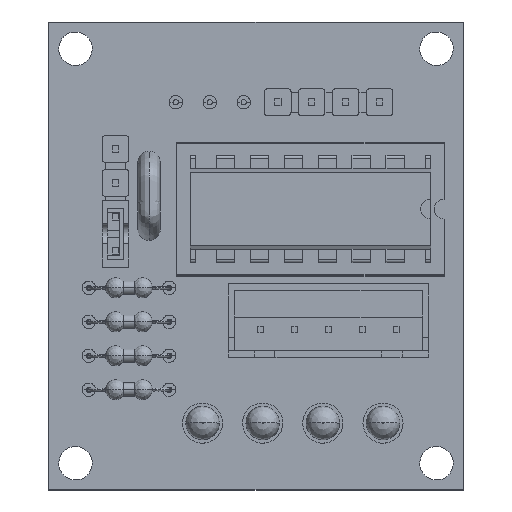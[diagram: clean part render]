
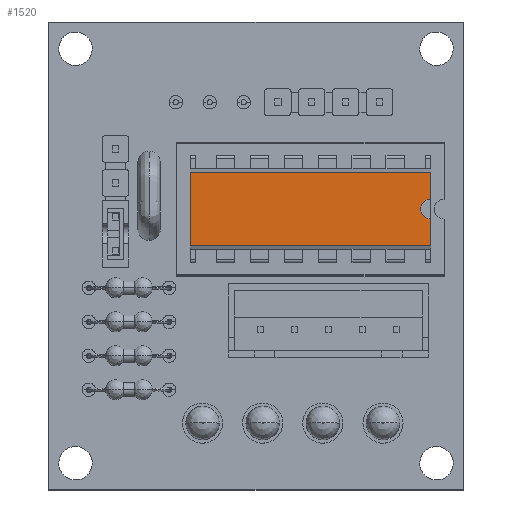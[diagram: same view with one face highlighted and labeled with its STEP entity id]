
A CAD part, top view. The second image highlights one B-rep face of the part: STEP entity #1520.
In plain terms, the highlighted planar face has unit normal (0, 0, 1).
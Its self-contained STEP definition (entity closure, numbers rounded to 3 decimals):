
#1520=ADVANCED_FACE('',(#2712),#18168,.T.);
#2712=FACE_OUTER_BOUND('',#4090,.T.);
#4090=EDGE_LOOP('',(#7680,#7681,#7682,#7683,#7684,#7685));
#7680=ORIENTED_EDGE('',*,*,#11916,.T.);
#7681=ORIENTED_EDGE('',*,*,#11915,.T.);
#7682=ORIENTED_EDGE('',*,*,#11532,.F.);
#7683=ORIENTED_EDGE('',*,*,#11531,.T.);
#7684=ORIENTED_EDGE('',*,*,#11535,.F.);
#7685=ORIENTED_EDGE('',*,*,#11528,.T.);
#11528=EDGE_CURVE('',#16430,#16646,#14908,.T.);
#11531=EDGE_CURVE('',#16432,#16435,#14911,.T.);
#11532=EDGE_CURVE('',#16432,#16429,#14912,.T.);
#11535=EDGE_CURVE('',#16430,#16435,#14915,.T.);
#11915=EDGE_CURVE('',#16643,#16429,#15234,.T.);
#11916=EDGE_CURVE('',#16646,#16643,#13543,.T.);
#13543=(
BOUNDED_CURVE()
B_SPLINE_CURVE(2,(#32163,#32164,#32165,#32166,#32167),.UNSPECIFIED.,.F.,
 .F.)
B_SPLINE_CURVE_WITH_KNOTS((3,2,3),(2.356,3.534,4.712),
 .UNSPECIFIED.)
CURVE()
GEOMETRIC_REPRESENTATION_ITEM()
RATIONAL_B_SPLINE_CURVE((1.,0.707,1.,0.707,1.))
REPRESENTATION_ITEM('')
);
#14908=B_SPLINE_CURVE_WITH_KNOTS('',1,(#31175,#31176),.UNSPECIFIED.,.F.,
 .F.,(2,2),(0.25,2.25),.UNSPECIFIED.);
#14911=B_SPLINE_CURVE_WITH_KNOTS('',1,(#31181,#31182),.UNSPECIFIED.,.F.,
 .F.,(2,2),(24.25,29.75),.UNSPECIFIED.);
#14912=B_SPLINE_CURVE_WITH_KNOTS('',3,(#31183,#31184,#31185,#31186),
 .UNSPECIFIED.,.F.,.F.,(4,4),(0.,18.),.UNSPECIFIED.);
#14915=B_SPLINE_CURVE_WITH_KNOTS('',3,(#31191,#31192,#31193,#31194),
 .UNSPECIFIED.,.F.,.F.,(4,4),(0.,18.),.UNSPECIFIED.);
#15234=B_SPLINE_CURVE_WITH_KNOTS('',1,(#32161,#32162),.UNSPECIFIED.,.F.,
 .F.,(2,2),(3.75,5.75),.UNSPECIFIED.);
#16429=VERTEX_POINT('',#30651);
#16430=VERTEX_POINT('',#30652);
#16432=VERTEX_POINT('',#30654);
#16435=VERTEX_POINT('',#30657);
#16643=VERTEX_POINT('',#30865);
#16646=VERTEX_POINT('',#30868);
#18168=PLANE('',#18723);
#18723=AXIS2_PLACEMENT_3D('',#30527,#19262,$);
#19262=DIRECTION('',(0.,0.,1.));
#30527=CARTESIAN_POINT('',(28.57,18.,8.75));
#30651=CARTESIAN_POINT('',(28.57,23.75,8.75));
#30652=CARTESIAN_POINT('',(28.57,18.25,8.75));
#30654=CARTESIAN_POINT('',(10.57,23.75,8.75));
#30657=CARTESIAN_POINT('',(10.57,18.25,8.75));
#30865=CARTESIAN_POINT('',(28.57,21.75,8.75));
#30868=CARTESIAN_POINT('',(28.57,20.25,8.75));
#31175=CARTESIAN_POINT('',(28.57,18.25,8.75));
#31176=CARTESIAN_POINT('',(28.57,20.25,8.75));
#31181=CARTESIAN_POINT('',(10.57,23.75,8.75));
#31182=CARTESIAN_POINT('',(10.57,18.25,8.75));
#31183=CARTESIAN_POINT('',(10.57,23.75,8.75));
#31184=CARTESIAN_POINT('',(16.57,23.75,8.75));
#31185=CARTESIAN_POINT('',(22.57,23.75,8.75));
#31186=CARTESIAN_POINT('',(28.57,23.75,8.75));
#31191=CARTESIAN_POINT('',(28.57,18.25,8.75));
#31192=CARTESIAN_POINT('',(22.57,18.25,8.75));
#31193=CARTESIAN_POINT('',(16.57,18.25,8.75));
#31194=CARTESIAN_POINT('',(10.57,18.25,8.75));
#32161=CARTESIAN_POINT('',(28.57,21.75,8.75));
#32162=CARTESIAN_POINT('',(28.57,23.75,8.75));
#32163=CARTESIAN_POINT('',(28.57,20.25,8.75));
#32164=CARTESIAN_POINT('',(27.82,20.25,8.75));
#32165=CARTESIAN_POINT('',(27.82,21.,8.75));
#32166=CARTESIAN_POINT('',(27.82,21.75,8.75));
#32167=CARTESIAN_POINT('',(28.57,21.75,8.75));
